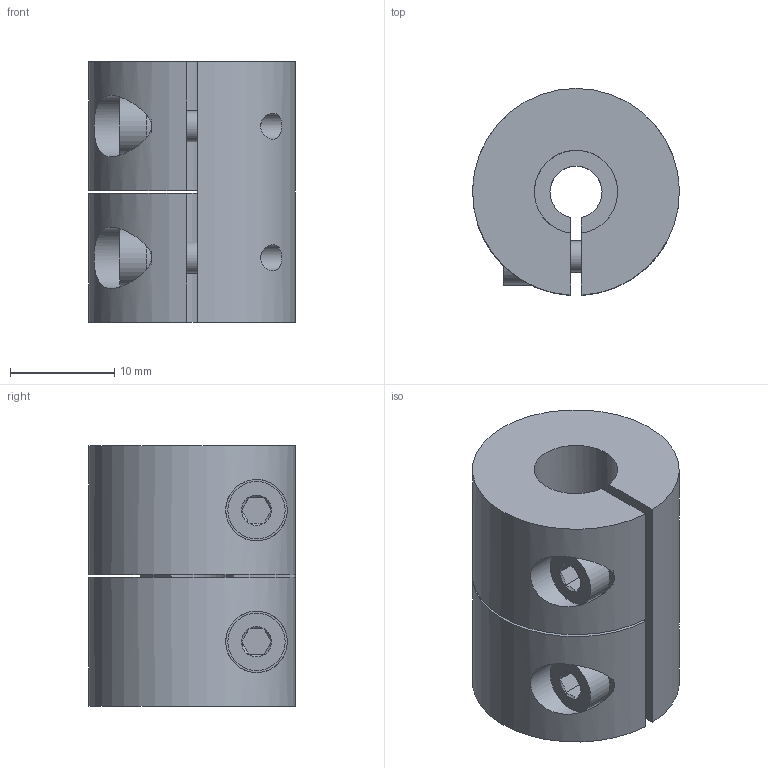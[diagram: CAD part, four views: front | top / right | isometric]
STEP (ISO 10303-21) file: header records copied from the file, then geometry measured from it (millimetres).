
FILE_DESCRIPTION(/* description */ (''),/* implementation_level */ '2;1');
FILE_NAME(/* name */ 'Leadscrew Coupler.step',/* time_stamp */ '2024-04-06T14:13:26+02:00',/* author */ (''),/* organization */ (''),/* preprocessor_version */ 'ST-DEVELOPER v20',/* originating_system */ 'Autodesk Translation Framework v12.20.1.177',/* authorisation */ '');
FILE_SCHEMA (('AUTOMOTIVE_DESIGN { 1 0 10303 214 3 1 1 }'));
Length unit declared in the file: millimetre
Products named in the file (2): (Unsaved); M3x8 SHCS
Assembly tree (2 placements, depth 2):
  (Unsaved)
    M3x8 SHCS  x2
Bounding box: 19.84 x 19.84 x 25 mm (x, y, z)
Volume: 6552.1 mm3; surface area: 3844 mm2
Topology: 3 solids, 3 shells, 59 faces, 113 edges, 66 vertices
Faces by surface type: plane 30, cone 16, cylinder 13
Full cylindrical faces by diameter (mm): 2.5 x2, 3 x2, 3.4 x2, 5.5 x2
Entity records: 1238 total; most frequent: CARTESIAN_POINT 332, DIRECTION 184, ORIENTED_EDGE 158, EDGE_CURVE 79, AXIS2_PLACEMENT_3D 72, EDGE_LOOP 51, VERTEX_POINT 48, LINE 40
